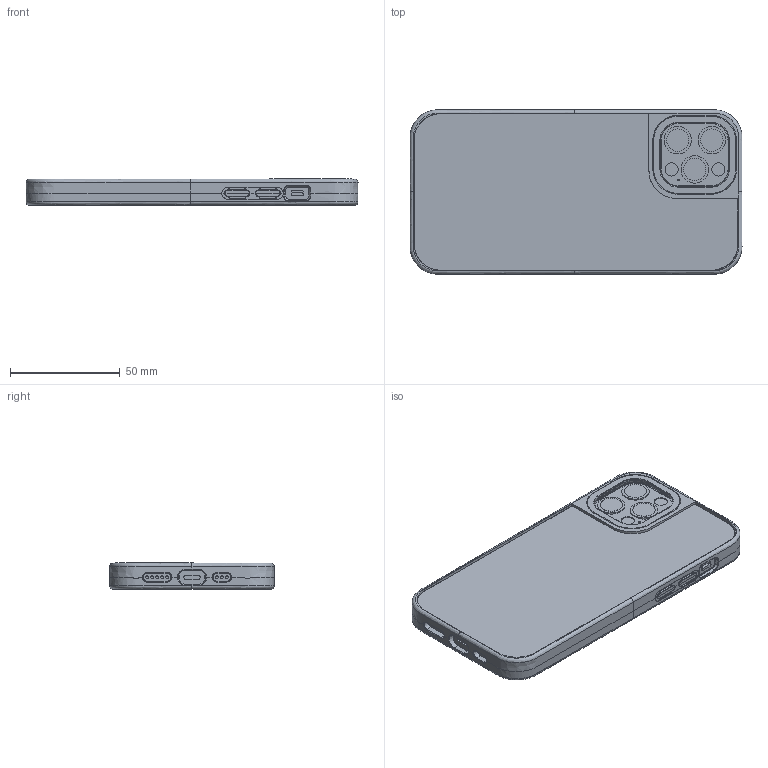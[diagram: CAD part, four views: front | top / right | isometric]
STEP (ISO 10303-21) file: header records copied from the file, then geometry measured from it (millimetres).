
FILE_DESCRIPTION((''),'2;1');
FILE_NAME('IP12-IP12PRO_ASM','2025-06-12T',('Administrator'),(''),'PRO/ENGINEER BY PARAMETRIC TECHNOLOGY CORPORATION, 2015240','PRO/ENGINEER BY PARAMETRIC TECHNOLOGY CORPORATION, 2015240','');
FILE_SCHEMA(('AUTOMOTIVE_DESIGN_CC2 { 1 2 10303 214 -1 1 5 2 }'));
Products named in the file (5): IP12-IP12PRO_34; IP12-IP12PRO-PC-1-23_21; IP12-IP12-PRO-ZJ; _KEJIANG_IP12_12PRO; IP12-IP12PRO_ASM
Assembly tree (4 placements, depth 2):
  IP12-IP12PRO_ASM
    IP12-IP12PRO_34
    IP12-IP12PRO-PC-1-23_21
    IP12-IP12-PRO-ZJ
    _KEJIANG_IP12_12PRO
Bounding box: 151.06 x 75.16 x 11.96 mm (x, y, z)
Volume: 97135 mm3; surface area: 59427.6 mm2
Topology: 4 solids, 4 shells, 867 faces, 2256 edges, 1455 vertices
Faces by surface type: plane 305, cylinder 256, torus 99, cone 90, bspline 77, extrusion 40
Entity records: 48185 total; most frequent: CARTESIAN_POINT 24383, ORIENTED_EDGE 4512, DIRECTION 4071, EDGE_CURVE 2256, AXIS2_PLACEMENT_3D 1523, VERTEX_POINT 1455, VECTOR 1025, LINE 985
